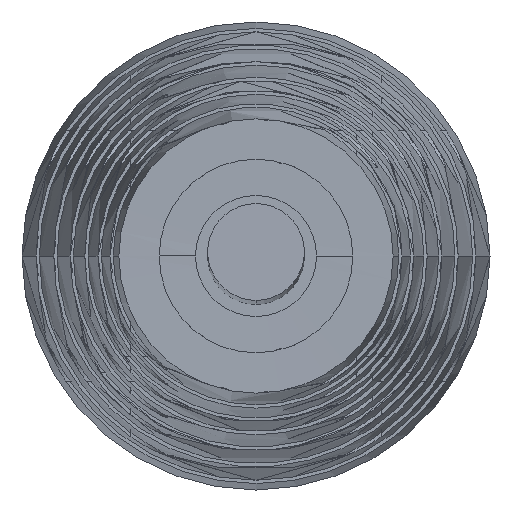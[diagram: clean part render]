
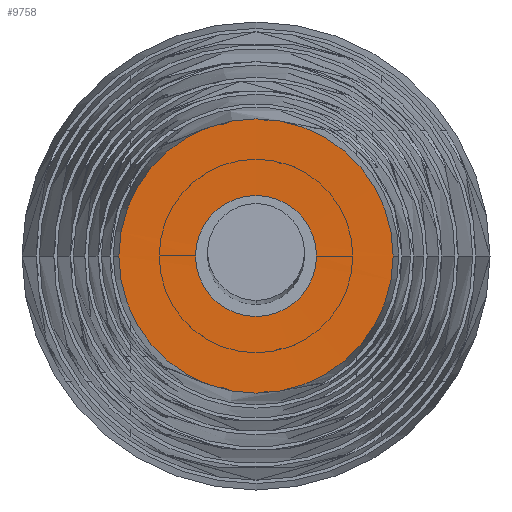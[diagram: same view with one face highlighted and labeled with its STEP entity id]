
A CAD part, front view. The second image highlights one B-rep face of the part: STEP entity #9758.
In plain terms, the highlighted planar face has unit normal (0, -1, 0).
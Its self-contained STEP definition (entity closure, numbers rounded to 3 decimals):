
#4551=CARTESIAN_POINT('',(0.,-35.,0.));
#4552=DIRECTION('',(0.,1.,0.));
#4553=DIRECTION('',(1.,0.,0.));
#4554=AXIS2_PLACEMENT_3D('',#4551,#4552,#4553);
#4556=CARTESIAN_POINT('',(0.,-35.,0.));
#4557=DIRECTION('',(0.,1.,0.));
#4558=DIRECTION('',(-1.,0.,0.));
#4559=AXIS2_PLACEMENT_3D('',#4556,#4557,#4558);
#4561=CARTESIAN_POINT('',(0.,-34.993,0.));
#4562=DIRECTION('',(0.,-1.,0.));
#4563=DIRECTION('',(0.,0.,-1.));
#4564=AXIS2_PLACEMENT_3D('',#4561,#4562,#4563);
#4566=CARTESIAN_POINT('',(0.,-34.993,0.));
#4567=DIRECTION('',(0.,-1.,0.));
#4568=DIRECTION('',(1.,0.,0.));
#4569=AXIS2_PLACEMENT_3D('',#4566,#4567,#4568);
#4571=CARTESIAN_POINT('',(0.,-34.993,0.));
#4572=DIRECTION('',(0.,-1.,0.));
#4573=DIRECTION('',(0.,0.,1.));
#4574=AXIS2_PLACEMENT_3D('',#4571,#4572,#4573);
#4576=CARTESIAN_POINT('',(0.,-34.993,0.));
#4577=DIRECTION('',(0.,-1.,0.));
#4578=DIRECTION('',(-1.,0.,0.));
#4579=AXIS2_PLACEMENT_3D('',#4576,#4577,#4578);
#6021=CARTESIAN_POINT('',(1.7,-35.,0.));
#6022=VERTEX_POINT('',#6021);
#6023=CARTESIAN_POINT('',(-1.7,-35.,0.));
#6024=VERTEX_POINT('',#6023);
#6369=CARTESIAN_POINT('',(0.75,-34.996,
0.));
#6370=VERTEX_POINT('',#6369);
#6371=CARTESIAN_POINT('',(-0.75,-34.996,
0.));
#6372=VERTEX_POINT('',#6371);
#6541=CARTESIAN_POINT('',(0.,-34.993,-0.75));
#6542=VERTEX_POINT('',#6541);
#6543=CARTESIAN_POINT('',(0.,-34.993,0.75));
#6544=VERTEX_POINT('',#6543);
#9741=CARTESIAN_POINT('',(0.,-35.,0.));
#9742=DIRECTION('',(0.,-1.,0.));
#9743=DIRECTION('',(-1.,0.,0.));
#9744=AXIS2_PLACEMENT_3D('',#9741,#9742,#9743);
#9745=PLANE('',#9744);
#9746=ORIENTED_EDGE('',*,*,#8648,.T.);
#9747=ORIENTED_EDGE('',*,*,#8460,.T.);
#9748=EDGE_LOOP('',(#9746,#9747));
#9749=FACE_OUTER_BOUND('',#9748,.F.);
#9750=ORIENTED_EDGE('',*,*,#9729,.T.);
#9752=ORIENTED_EDGE('',*,*,#9751,.T.);
#9754=ORIENTED_EDGE('',*,*,#9753,.T.);
#9755=ORIENTED_EDGE('',*,*,#9731,.T.);
#9756=EDGE_LOOP('',(#9750,#9752,#9754,#9755));
#9757=FACE_BOUND('',#9756,.F.);
#4555=CIRCLE('',#4554,1.7);
#4560=CIRCLE('',#4559,1.7);
#4565=CIRCLE('',#4564,0.75);
#4570=CIRCLE('',#4569,0.75);
#4575=CIRCLE('',#4574,0.75);
#4580=CIRCLE('',#4579,0.75);
#8460=EDGE_CURVE('',#6024,#6022,#4560,.T.);
#8648=EDGE_CURVE('',#6022,#6024,#4555,.T.);
#9729=EDGE_CURVE('',#6542,#6370,#4565,.T.);
#9731=EDGE_CURVE('',#6372,#6542,#4580,.T.);
#9751=EDGE_CURVE('',#6370,#6544,#4570,.T.);
#9753=EDGE_CURVE('',#6544,#6372,#4575,.T.);
#9758=ADVANCED_FACE('',(#9749,#9757),#9745,.T.);
